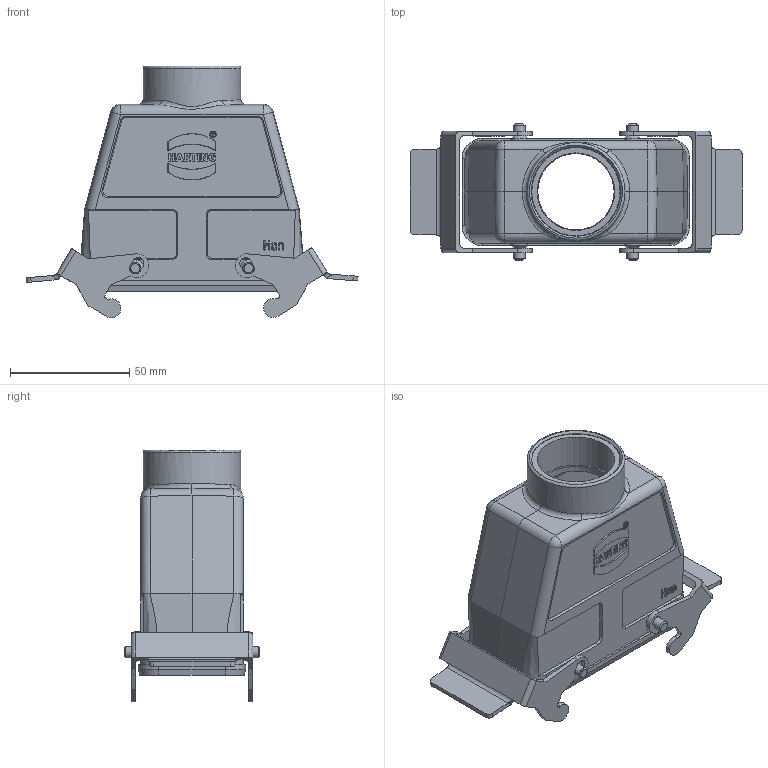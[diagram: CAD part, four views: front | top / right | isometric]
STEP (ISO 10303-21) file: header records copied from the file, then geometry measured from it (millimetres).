
FILE_DESCRIPTION((''),'2;1');
FILE_NAME('04300160762.stp','2020-07-07T14:49:49',('e.eickhoff'),(''),'Autodesk Inventor 2012','Autodesk Inventor 2012','');
FILE_SCHEMA(('AUTOMOTIVE_DESIGN { 1 0 10303 214 1 1 1 1 }'));
Length unit declared in the file: millimetre
Products named in the file (4): 04300160762; M32-PG29 Adapter; Metallbügel Quer
Assembly tree (4 placements, depth 2):
  04300160762
    04300160762
    M32-PG29 Adapter
    Metallbügel Quer  x2
Bounding box: 139.16 x 57 x 105.49 mm (x, y, z)
Volume: 84117.2 mm3; surface area: 60383.1 mm2
Topology: 4 solids, 4 shells, 525 faces, 1358 edges, 869 vertices
Faces by surface type: plane 296, cylinder 135, bspline 56, cone 29, sphere 8, torus 1
Full cylindrical faces by diameter (mm): 2.95 x4, 3 x4, 4 x4, 4.8 x4, 7 x4, 32 x1, 32.5 x1, 37 x1, 37.5 x1, 41 x1
Entity records: 15455 total; most frequent: CARTESIAN_POINT 4010, ORIENTED_EDGE 2312, DIRECTION 2214, EDGE_CURVE 1156, VERTEX_POINT 759, VECTOR 740, LINE 740, AXIS2_PLACEMENT_3D 737
